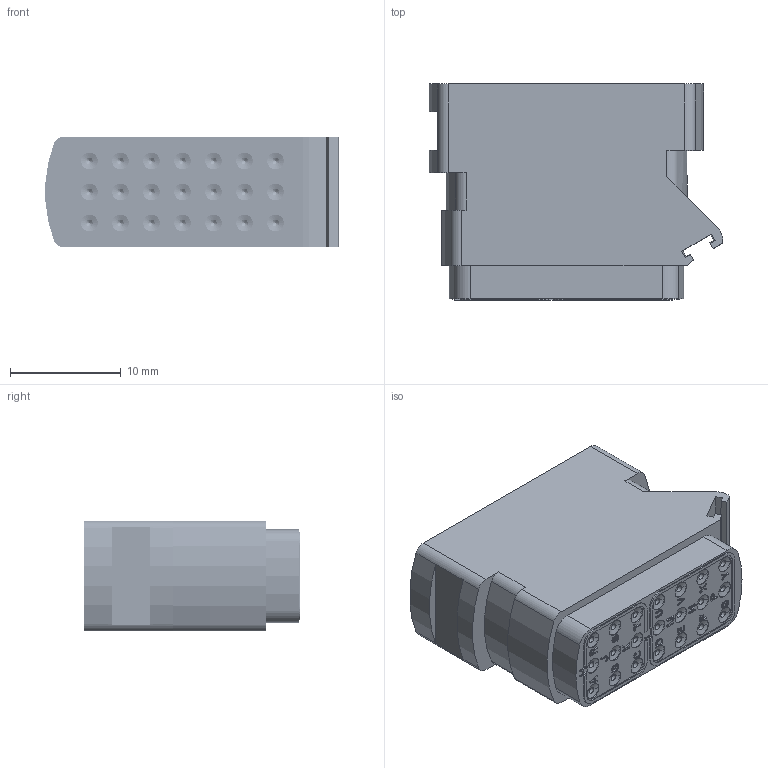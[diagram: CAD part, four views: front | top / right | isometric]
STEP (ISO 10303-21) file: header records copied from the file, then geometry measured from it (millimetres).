
FILE_DESCRIPTION((''),'2;1');
FILE_NAME('00111510502','2020-02-11T',('presta_be4'),(''),'CREO PARAMETRIC BY PTC INC, 2018360','CREO PARAMETRIC BY PTC INC, 2018360','');
FILE_SCHEMA(('CONFIG_CONTROL_DESIGN'));
Products named in the file (1): 00111510502
Bounding box: 26.45 x 19.5 x 10 mm (x, y, z)
Volume: 3453.6 mm3; surface area: 6888.1 mm2
Topology: 1 solids, 1 shells, 6420 faces, 18442 edges, 12147 vertices
Faces by surface type: plane 5016, cylinder 816, cone 462, sphere 84, torus 42
Entity records: 224365 total; most frequent: CARTESIAN_POINT 53073, ORIENTED_EDGE 36800, DIRECTION 35180, EDGE_CURVE 18400, VECTOR 12606, LINE 12606, VERTEX_POINT 12147, AXIS2_PLACEMENT_3D 11287
